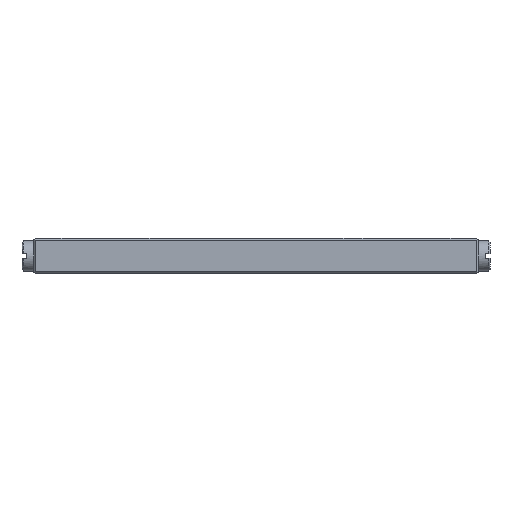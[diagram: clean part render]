
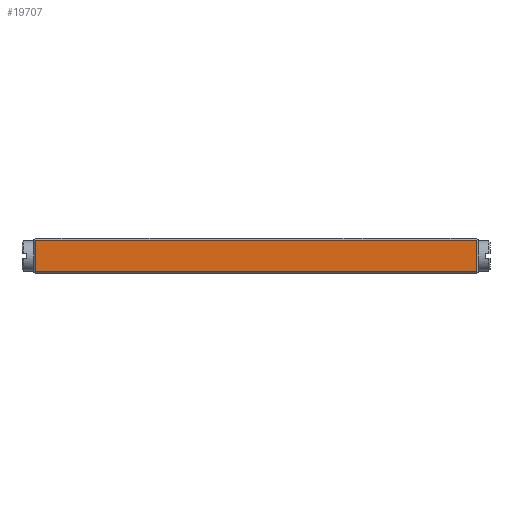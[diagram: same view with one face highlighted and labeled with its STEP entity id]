
A CAD part, front view. The second image highlights one B-rep face of the part: STEP entity #19707.
In plain terms, the highlighted planar face has unit normal (0, -1, 0).
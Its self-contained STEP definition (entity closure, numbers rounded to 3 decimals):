
#3213=LINE('',#67759,#7357);
#3214=LINE('',#67762,#7358);
#3215=LINE('',#67764,#7359);
#3216=LINE('',#67766,#7360);
#7357=VECTOR('',#56911,1.);
#7358=VECTOR('',#56912,1.);
#7359=VECTOR('',#56913,1.);
#7360=VECTOR('',#56914,1.);
#19707=ADVANCED_FACE('',(#23537),#21904,.T.);
#21904=PLANE('',#52019);
#23537=FACE_OUTER_BOUND('',#25770,.T.);
#25770=EDGE_LOOP('',(#30633,#30634,#30635,#30636));
#30633=ORIENTED_EDGE('',*,*,#45479,.T.);
#30634=ORIENTED_EDGE('',*,*,#45480,.T.);
#30635=ORIENTED_EDGE('',*,*,#45481,.T.);
#30636=ORIENTED_EDGE('',*,*,#45482,.T.);
#41053=VERTEX_POINT('',#67760);
#41054=VERTEX_POINT('',#67761);
#41055=VERTEX_POINT('',#67763);
#41056=VERTEX_POINT('',#67765);
#45479=EDGE_CURVE('',#41053,#41054,#3213,.T.);
#45480=EDGE_CURVE('',#41054,#41055,#3214,.T.);
#45481=EDGE_CURVE('',#41055,#41056,#3215,.T.);
#45482=EDGE_CURVE('',#41056,#41053,#3216,.T.);
#52019=AXIS2_PLACEMENT_3D('',#67767,#56915,#56916);
#56911=DIRECTION('',(-1.,0.,0.));
#56912=DIRECTION('',(0.,0.,-1.));
#56913=DIRECTION('',(1.,0.,0.));
#56914=DIRECTION('',(0.,0.,1.));
#56915=DIRECTION('',(0.,-1.,0.));
#56916=DIRECTION('',(0.,0.,1.));
#67759=CARTESIAN_POINT('',(37.5,-3.95,5.65));
#67760=CARTESIAN_POINT('',(74.725,-3.95,5.65));
#67761=CARTESIAN_POINT('',(0.275,-3.95,5.65));
#67762=CARTESIAN_POINT('',(0.275,-3.95,-0.05));
#67763=CARTESIAN_POINT('',(0.275,-3.95,0.25));
#67764=CARTESIAN_POINT('',(37.5,-3.95,0.25));
#67765=CARTESIAN_POINT('',(74.725,-3.95,0.25));
#67766=CARTESIAN_POINT('',(74.725,-3.95,-0.05));
#67767=CARTESIAN_POINT('',(37.5,-3.95,-0.05));
